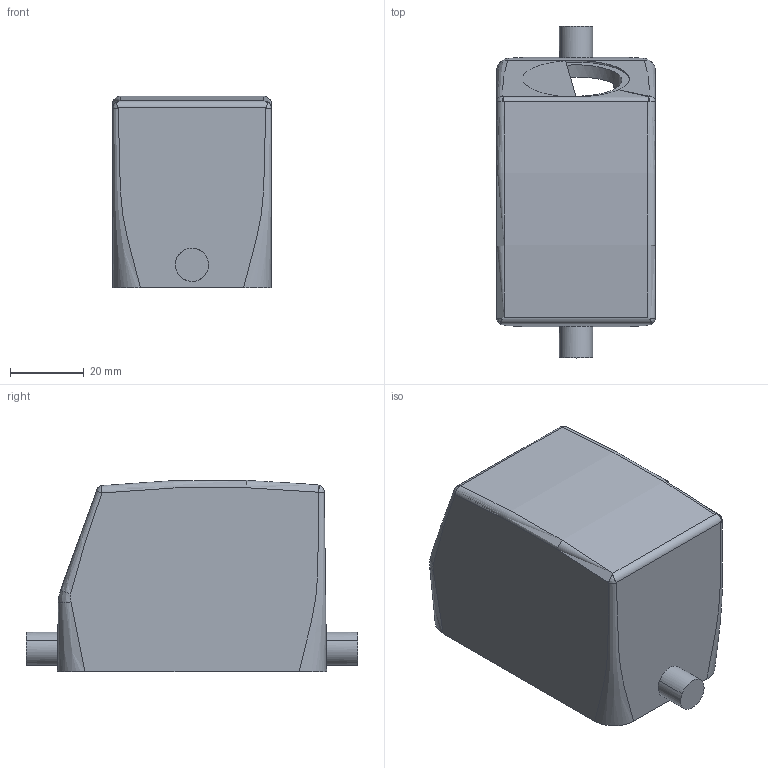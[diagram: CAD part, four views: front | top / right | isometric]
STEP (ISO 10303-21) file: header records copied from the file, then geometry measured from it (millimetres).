
FILE_DESCRIPTION(('CATIA V5 STEP Exchange','CAx-IF Rec.Pracs.--- Model Styling and Organization---1.4--- 2014-01-23'),'2;1');
FILE_NAME ('12980722_2', '2019-07-25T14:26:54+00:00', ('none'), ('Weidmueller'), 'CATIA Version 5-6 Release 2016 SP3 HF44', 'CATIA V5 STEP AP214', 'none');
FILE_SCHEMA(('AUTOMOTIVE_DESIGN { 1 0 10303 214 1 1 1 1 }'));
Length unit declared in the file: millimetre
Products named in the file (1): 1787580000
Bounding box: 43 x 90 x 51.88 mm (x, y, z)
Volume: 49882.1 mm3; surface area: 26001.1 mm2
Topology: 1 solids, 1 shells, 76 faces, 197 edges, 125 vertices
Faces by surface type: plane 31, cylinder 29, bspline 14, torus 2
Entity records: 4302 total; most frequent: CARTESIAN_POINT 2664, ORIENTED_EDGE 382, DIRECTION 231, EDGE_CURVE 191, VERTEX_POINT 123, AXIS2_PLACEMENT_3D 99, EDGE_LOOP 85, VECTOR 84
